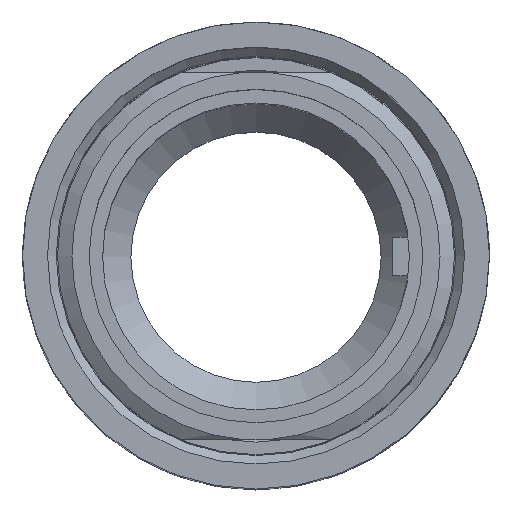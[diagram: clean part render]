
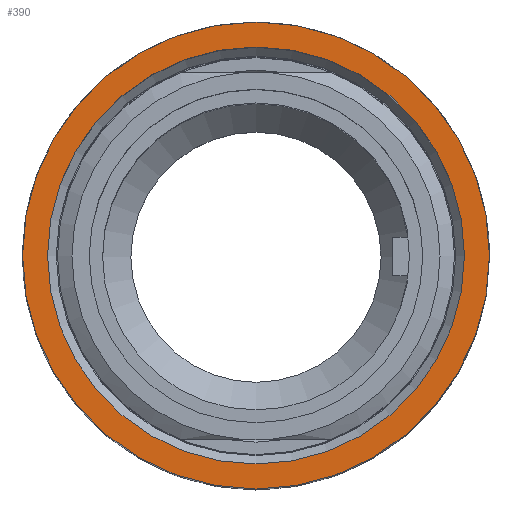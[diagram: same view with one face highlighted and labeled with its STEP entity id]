
A CAD part, top view. The second image highlights one B-rep face of the part: STEP entity #390.
In plain terms, the highlighted planar face has unit normal (0, 0, 1).
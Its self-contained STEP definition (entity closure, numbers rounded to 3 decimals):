
#390=ADVANCED_FACE('',(#500,#501),#430,.T.);
#430=PLANE('',#1746);
#500=FACE_BOUND('',#613,.T.);
#501=FACE_BOUND('',#614,.T.);
#613=EDGE_LOOP('',(#965));
#614=EDGE_LOOP('',(#966));
#965=ORIENTED_EDGE('',*,*,#1393,.T.);
#966=ORIENTED_EDGE('',*,*,#1392,.F.);
#1199=VERTEX_POINT('',#3295);
#1200=VERTEX_POINT('',#3298);
#1392=EDGE_CURVE('',#1199,#1199,#1492,.T.);
#1393=EDGE_CURVE('',#1200,#1200,#1493,.T.);
#1492=CIRCLE('',#1743,14.);
#1493=CIRCLE('',#1745,12.5);
#1743=AXIS2_PLACEMENT_3D('',#3294,#2071,#2072);
#1745=AXIS2_PLACEMENT_3D('',#3297,#2075,#2076);
#1746=AXIS2_PLACEMENT_3D('',#3299,#2077,#2078);
#2071=DIRECTION('',(0.,0.,-1.));
#2072=DIRECTION('',(1.,0.,0.));
#2075=DIRECTION('',(0.,0.,-1.));
#2076=DIRECTION('',(0.,-1.,0.));
#2077=DIRECTION('',(0.,0.,1.));
#2078=DIRECTION('',(1.,0.,0.));
#3294=CARTESIAN_POINT('',(0.,0.,22.));
#3295=CARTESIAN_POINT('',(14.,0.,22.));
#3297=CARTESIAN_POINT('',(0.,0.,22.));
#3298=CARTESIAN_POINT('',(0.,-12.5,22.));
#3299=CARTESIAN_POINT('',(-15.4,-15.4,22.));
